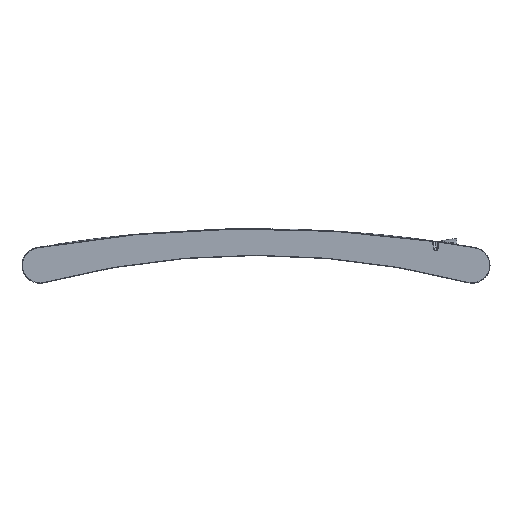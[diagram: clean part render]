
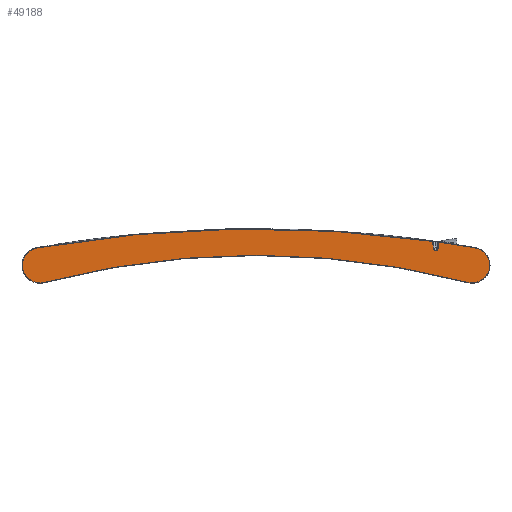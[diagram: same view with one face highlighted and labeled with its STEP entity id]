
A CAD part, left-side view. The second image highlights one B-rep face of the part: STEP entity #49188.
In plain terms, the highlighted planar face has unit normal (-1, 0, 0).
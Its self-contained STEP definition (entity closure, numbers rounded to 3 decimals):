
#2825=DIRECTION('',(0.,0.035,-0.999));
#2826=VECTOR('',#2825,3.394);
#2827=CARTESIAN_POINT('',(-28.4,-92.318,-4.307));
#2828=LINE('',#2827,#2826);
#2832=CARTESIAN_POINT('',(-28.4,9.4,-704.457));
#2833=DIRECTION('',(-1.,0.,0.));
#2834=DIRECTION('',(0.,-0.173,0.985));
#2835=AXIS2_PLACEMENT_3D('',#2832,#2833,#2834);
#2840=CARTESIAN_POINT('',(-28.4,-111.15,-17.25));
#2841=DIRECTION('',(-1.,0.,0.));
#2842=DIRECTION('',(0.,-0.162,-0.987));
#2843=AXIS2_PLACEMENT_3D('',#2840,#2841,#2842);
#2848=CARTESIAN_POINT('',(-28.4,-111.15,-17.25));
#2849=DIRECTION('',(-1.,0.,0.));
#2850=DIRECTION('',(0.,0.252,-0.968));
#2851=AXIS2_PLACEMENT_3D('',#2848,#2849,#2850);
#2856=CARTESIAN_POINT('',(-28.4,9.4,-480.109));
#2857=DIRECTION('',(1.,0.,0.));
#2858=DIRECTION('',(0.,0.252,0.968));
#2859=AXIS2_PLACEMENT_3D('',#2856,#2857,#2858);
#2864=CARTESIAN_POINT('',(-28.4,129.95,-17.25));
#2865=DIRECTION('',(-1.,0.,0.));
#2866=DIRECTION('',(0.,0.659,0.752));
#2867=AXIS2_PLACEMENT_3D('',#2864,#2865,#2866);
#2872=CARTESIAN_POINT('',(-28.4,129.95,-17.25));
#2873=DIRECTION('',(-1.,0.,0.));
#2874=DIRECTION('',(0.,0.173,0.985));
#2875=AXIS2_PLACEMENT_3D('',#2872,#2873,#2874);
#2880=CARTESIAN_POINT('',(-28.4,9.4,-704.457));
#2881=DIRECTION('',(-1.,0.,0.));
#2882=DIRECTION('',(0.,-0.139,0.99));
#2883=AXIS2_PLACEMENT_3D('',#2880,#2881,#2882);
#2888=DIRECTION('',(0.,0.035,0.999));
#2889=VECTOR('',#2888,3.831);
#2890=CARTESIAN_POINT('',(-28.4,-89.401,-7.699));
#2891=LINE('',#2890,#2889);
#2895=CARTESIAN_POINT('',(-28.4,-90.8,-7.65));
#2896=DIRECTION('',(1.,0.,0.));
#2897=DIRECTION('',(0.,0.,-1.));
#2898=AXIS2_PLACEMENT_3D('',#2895,#2896,#2897);
#2903=CARTESIAN_POINT('',(-28.4,-90.8,-7.65));
#2904=DIRECTION('',(1.,0.,0.));
#2905=DIRECTION('',(0.,-0.999,-0.035));
#2906=AXIS2_PLACEMENT_3D('',#2903,#2904,#2905);
#44314=CARTESIAN_POINT('',(-28.4,-108.68,-26.734));
#44316=VERTEX_POINT('',#44314);
#44318=CARTESIAN_POINT('',(-28.4,127.48,-26.734));
#44319=VERTEX_POINT('',#44318);
#44375=CARTESIAN_POINT('',(-28.4,-112.843,-7.597));
#44377=VERTEX_POINT('',#44375);
#44379=CARTESIAN_POINT('',(-28.4,-112.742,-26.92));
#44380=VERTEX_POINT('',#44379);
#44412=CARTESIAN_POINT('',(-28.4,136.41,-9.881));
#44413=VERTEX_POINT('',#44412);
#44414=CARTESIAN_POINT('',(-28.4,131.643,-7.597));
#44415=VERTEX_POINT('',#44414);
#47112=CARTESIAN_POINT('',(-28.4,-92.318,-4.307));
#47113=CARTESIAN_POINT('',(-28.4,-92.199,-7.699));
#47114=VERTEX_POINT('',#47112);
#47115=VERTEX_POINT('',#47113);
#47116=CARTESIAN_POINT('',(-28.4,-90.8,-9.05));
#47117=CARTESIAN_POINT('',(-28.4,-89.401,-7.699));
#47118=VERTEX_POINT('',#47116);
#47119=VERTEX_POINT('',#47117);
#47120=CARTESIAN_POINT('',(-28.4,-89.267,-3.87));
#47121=VERTEX_POINT('',#47120);
#49160=CARTESIAN_POINT('',(-28.4,-111.15,-17.25));
#49161=DIRECTION('',(1.,0.,0.));
#49162=DIRECTION('',(0.,0.,-1.));
#49163=AXIS2_PLACEMENT_3D('',#49160,#49161,#49162);
#49164=PLANE('',#49163);
#49166=ORIENTED_EDGE('',*,*,#49165,.F.);
#49167=ORIENTED_EDGE('',*,*,#49150,.F.);
#49169=ORIENTED_EDGE('',*,*,#49168,.F.);
#49171=ORIENTED_EDGE('',*,*,#49170,.F.);
#49173=ORIENTED_EDGE('',*,*,#49172,.F.);
#49175=ORIENTED_EDGE('',*,*,#49174,.F.);
#49177=ORIENTED_EDGE('',*,*,#49176,.F.);
#49179=ORIENTED_EDGE('',*,*,#49178,.F.);
#49181=ORIENTED_EDGE('',*,*,#49180,.F.);
#49183=ORIENTED_EDGE('',*,*,#49182,.F.);
#49185=ORIENTED_EDGE('',*,*,#49184,.F.);
#49186=EDGE_LOOP('',(#49166,#49167,#49169,#49171,#49173,#49175,#49177,#49179,
#49181,#49183,#49185));
#49187=FACE_OUTER_BOUND('',#49186,.F.);
#2836=CIRCLE('',#2835,707.5);
#2844=CIRCLE('',#2843,9.8);
#2852=CIRCLE('',#2851,9.8);
#2860=CIRCLE('',#2859,468.5);
#2868=CIRCLE('',#2867,9.8);
#2876=CIRCLE('',#2875,9.8);
#2884=CIRCLE('',#2883,707.5);
#2899=CIRCLE('',#2898,1.4);
#2907=CIRCLE('',#2906,1.4);
#49150=EDGE_CURVE('',#44377,#47114,#2836,.T.);
#49165=EDGE_CURVE('',#47114,#47115,#2828,.T.);
#49168=EDGE_CURVE('',#44380,#44377,#2844,.T.);
#49170=EDGE_CURVE('',#44316,#44380,#2852,.T.);
#49172=EDGE_CURVE('',#44319,#44316,#2860,.T.);
#49174=EDGE_CURVE('',#44413,#44319,#2868,.T.);
#49176=EDGE_CURVE('',#44415,#44413,#2876,.T.);
#49178=EDGE_CURVE('',#47121,#44415,#2884,.T.);
#49180=EDGE_CURVE('',#47119,#47121,#2891,.T.);
#49182=EDGE_CURVE('',#47118,#47119,#2899,.T.);
#49184=EDGE_CURVE('',#47115,#47118,#2907,.T.);
#49188=ADVANCED_FACE('',(#49187),#49164,.F.);
